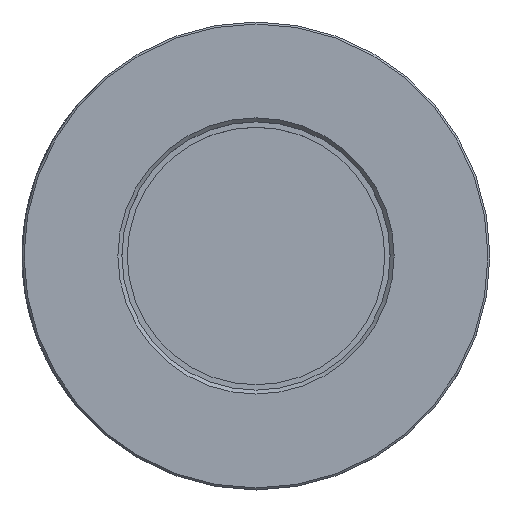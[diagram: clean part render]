
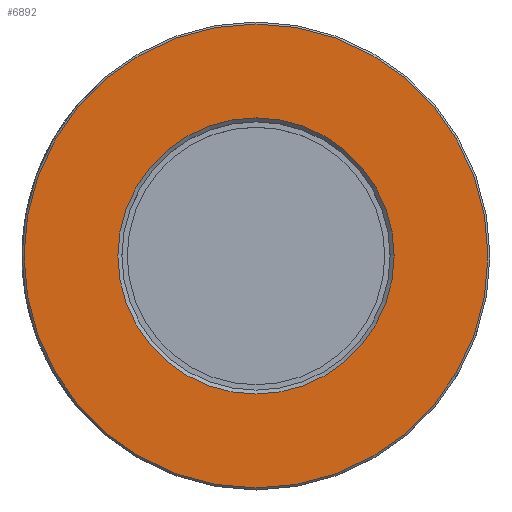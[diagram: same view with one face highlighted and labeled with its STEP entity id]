
A CAD part, top view. The second image highlights one B-rep face of the part: STEP entity #6892.
In plain terms, the highlighted planar face has unit normal (0, 0, 1).
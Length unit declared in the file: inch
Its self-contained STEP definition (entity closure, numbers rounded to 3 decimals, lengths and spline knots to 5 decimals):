
#2398=VERTEX_POINT('',#17078);
#2399=VERTEX_POINT('',#17081);
#2536=CIRCLE('',#7178,0.58555);
#2537=CIRCLE('',#7180,0.34858);
#3570=EDGE_CURVE('',#2398,#2398,#2536,.T.);
#3571=EDGE_CURVE('',#2399,#2399,#2537,.T.);
#5630=ORIENTED_EDGE('',*,*,#3571,.F.);
#5631=ORIENTED_EDGE('',*,*,#3570,.F.);
#6064=EDGE_LOOP('',(#5630));
#6065=EDGE_LOOP('',(#5631));
#6498=FACE_BOUND('',#6064,.T.);
#6499=FACE_BOUND('',#6065,.T.);
#6892=ADVANCED_FACE('',(#6498,#6499),#17209,.F.);
#7178=AXIS2_PLACEMENT_3D('',#17077,#8069,#8070);
#7179=AXIS2_PLACEMENT_3D('',#17079,#8071,$);
#7180=AXIS2_PLACEMENT_3D('',#17080,#8072,#8073);
#8069=DIRECTION('',(0.,0.,-1.));
#8070=DIRECTION('',(-0.586,0.,0.));
#8071=DIRECTION('',(0.,0.,-1.));
#8072=DIRECTION('',(0.,0.,1.));
#8073=DIRECTION('',(-0.349,0.,0.));
#17077=CARTESIAN_POINT('',(0.,0.,0.));
#17078=CARTESIAN_POINT('',(0.58555,0.,0.));
#17079=CARTESIAN_POINT('',(0.,0.,0.));
#17080=CARTESIAN_POINT('',(0.,0.,0.));
#17081=CARTESIAN_POINT('',(0.34858,0.,0.));
#17209=PLANE('',#7179);
